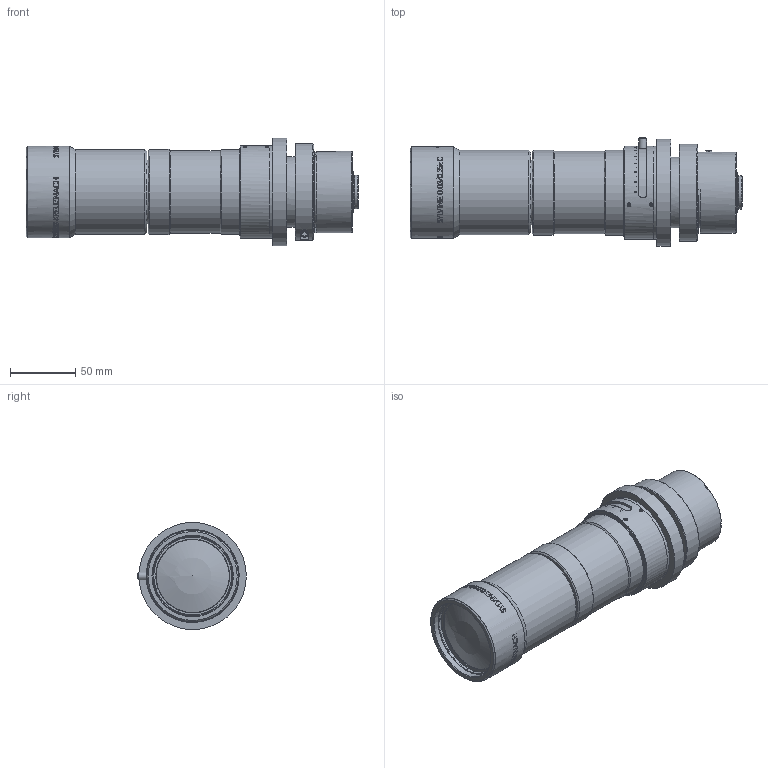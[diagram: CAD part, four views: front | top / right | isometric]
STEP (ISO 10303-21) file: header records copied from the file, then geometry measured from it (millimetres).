
FILE_DESCRIPTION(/* description */ (''),/* implementation_level */ '2;1');
FILE_NAME(/* name */ '35853_00166598_001.stp',/* time_stamp */ '2021-12-06T09:11:00+01:00',/* author */ (''),/* organization */ (''),/* preprocessor_version */ 'ST-DEVELOPER v16',/* originating_system */ 'SIEMENS PLM Software NX 10.0',/* authorisation */ '');
FILE_SCHEMA (('AP203_CONFIGURATION_CONTROLLED_3D_DESIGN_OF_MECHANICAL_PARTS_AND_ASSEMBLIES_MIM_LF { 1 0 10303 403 2 1 2}'));
Length unit declared in the file: millimetre
Products named in the file (1): Froe23886850ol78
Bounding box: 253.78 x 83 x 82 mm (x, y, z)
Volume: 815014.2 mm3; surface area: 94998.7 mm2
Topology: 1 solids, 13 shells, 559 faces, 1715 edges, 1335 vertices
Faces by surface type: plane 269, cylinder 223, cone 57, torus 7, sphere 2, bspline 1
Full cylindrical faces by diameter (mm): 1.5 x7, 1.7 x2, 1.9 x2, 2 x6, 2.05 x7, 2.3 x6, 2.4 x1, 2.5 x5, 3 x1, 3.3 x1, 4.6 x1, 5 x1, 5.5 x1, 6 x1, 21 x1, 23.5 x1, 25 x1, 25.62 x1, 26.2 x1, 27 x1, 27.3 x1, 27.58 x1, 28.2 x1, 31 x1, 33 x1, 41.5 x1, 44.2 x1, 45 x1, 45.3 x1, 45.46 x1
Entity records: 21977 total; most frequent: CARTESIAN_POINT 7889, ORIENTED_EDGE 3018, DIRECTION 2287, EDGE_CURVE 1516, VERTEX_POINT 1286, EDGE_LOOP 884, AXIS2_PLACEMENT_3D 847, B_SPLINE_CURVE_WITH_KNOTS 635
